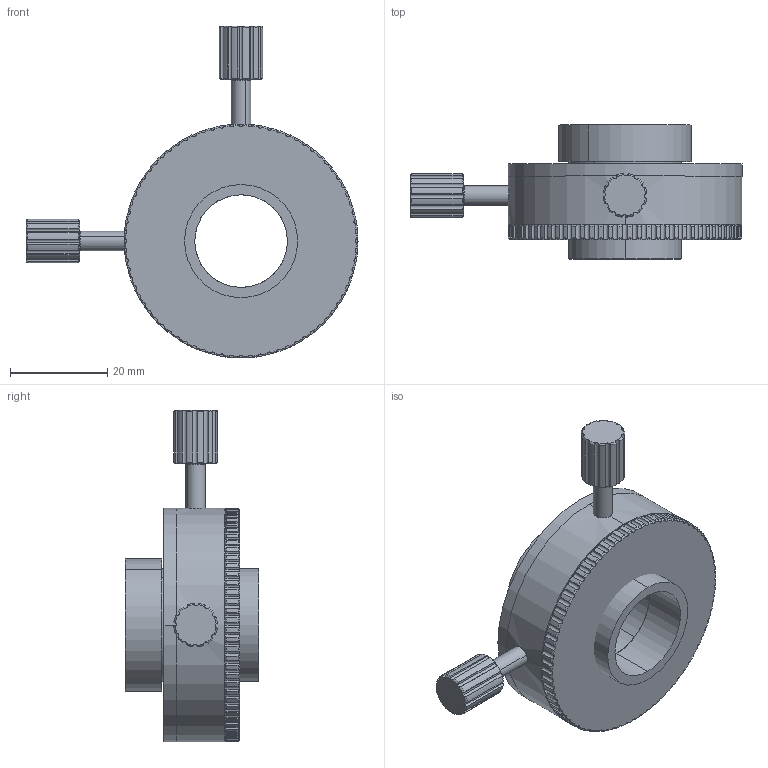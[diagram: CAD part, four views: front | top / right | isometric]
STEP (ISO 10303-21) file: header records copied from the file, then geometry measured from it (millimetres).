
FILE_DESCRIPTION (( 'STEP AP203' ), '1' );
FILE_NAME ('507004.STEP', '2021-05-28T03:18:39', ( '' ), ( '' ), 'SwSTEP 2.0', 'SolidWorks 2020', '' );
FILE_SCHEMA (( 'CONFIG_CONTROL_DESIGN' ));
Length unit declared in the file: millimetre
Products named in the file (1): 507004
Bounding box: 68.14 x 27.5 x 68.14 mm (x, y, z)
Volume: 24979.8 mm3; surface area: 19844.3 mm2
Topology: 10 solids, 10 shells, 649 faces, 1761 edges, 1145 vertices
Faces by surface type: cylinder 327, cone 236, plane 70, torus 10, sphere 6
Entity records: 21794 total; most frequent: CARTESIAN_POINT 5448, ORIENTED_EDGE 3510, DIRECTION 3459, EDGE_CURVE 1755, AXIS2_PLACEMENT_3D 1510, VERTEX_POINT 1145, CIRCLE 860, EDGE_LOOP 688
